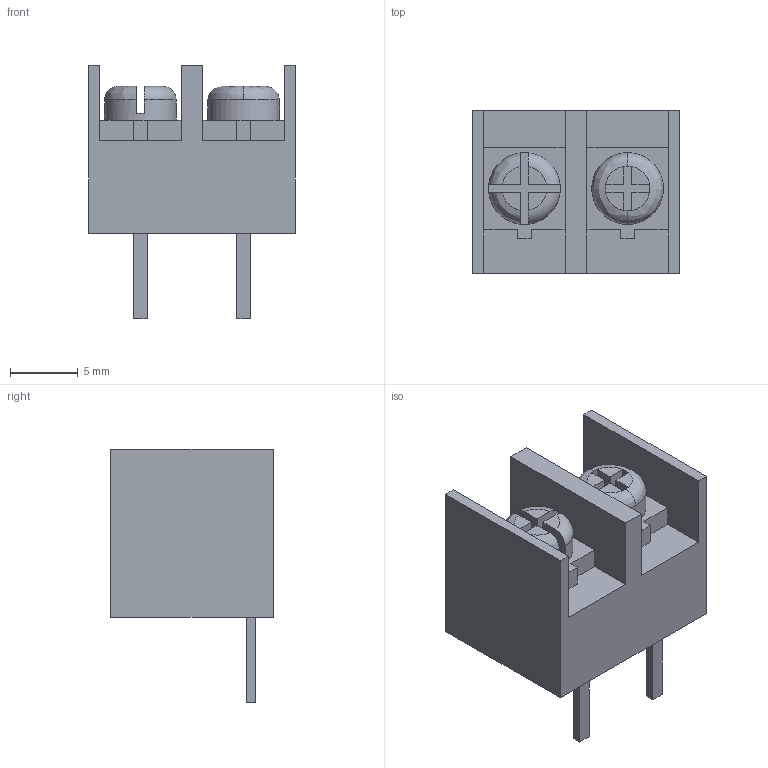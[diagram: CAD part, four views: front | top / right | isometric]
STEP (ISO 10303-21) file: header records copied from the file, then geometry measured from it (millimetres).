
FILE_DESCRIPTION (( 'STEP AP214' ), '1' );
FILE_NAME ('User Library-KF7 2 pinos-1.STEP', '2021-08-07T17:36:38', ( '' ), ( '' ), 'SwSTEP 2.0', 'SolidWorks 2021', '' );
FILE_SCHEMA (( 'AUTOMOTIVE_DESIGN' ));
Length unit declared in the file: millimetre
Products named in the file (1): User Library-KF7 2 pinos-1
Bounding box: 15.24 x 12 x 18.7 mm (x, y, z)
Volume: 1672.6 mm3; surface area: 1347.4 mm2
Topology: 1 solids, 1 shells, 81 faces, 218 edges, 143 vertices
Faces by surface type: plane 66, cylinder 9, bspline 4, torus 2
Entity records: 2969 total; most frequent: CARTESIAN_POINT 607, ORIENTED_EDGE 436, DIRECTION 383, EDGE_CURVE 218, VECTOR 169, LINE 169, VERTEX_POINT 143, AXIS2_PLACEMENT_3D 107
